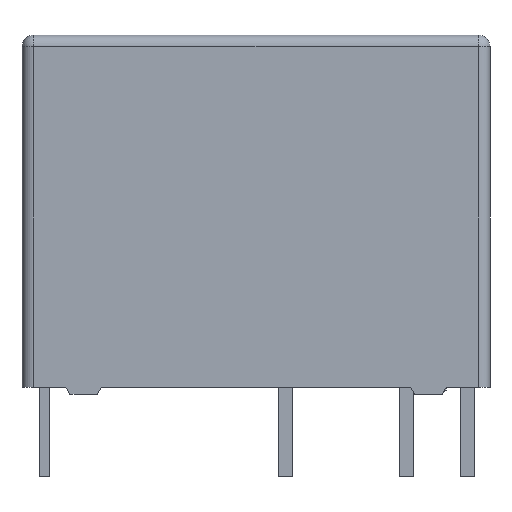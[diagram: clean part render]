
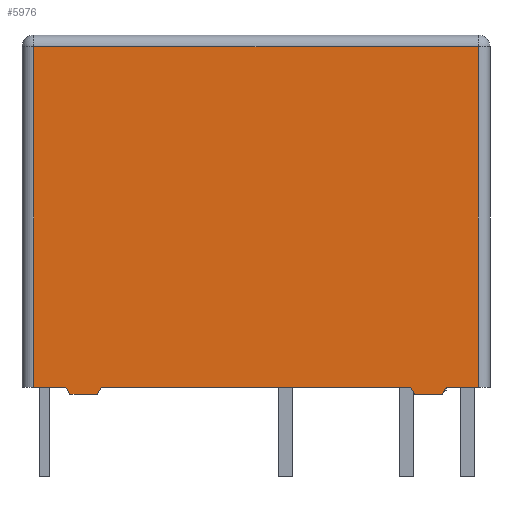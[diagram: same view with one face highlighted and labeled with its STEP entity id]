
A CAD part, front view. The second image highlights one B-rep face of the part: STEP entity #5976.
In plain terms, the highlighted planar face has unit normal (0, -1, 0).
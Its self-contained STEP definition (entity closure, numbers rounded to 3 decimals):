
#37 = CARTESIAN_POINT ( 'NONE',  ( 7.871, -4.95, -0.3 ) ) ;
#472 = VERTEX_POINT ( 'NONE', #2245 ) ;
#614 = ORIENTED_EDGE ( 'NONE', *, *, #4297, .T. ) ;
#954 = VERTEX_POINT ( 'NONE', #11161 ) ;
#1014 = LINE ( 'NONE', #4958, #7205 ) ;
#1051 = VECTOR ( 'NONE', #2923, 1000. ) ;
#1171 = ORIENTED_EDGE ( 'NONE', *, *, #15807, .T. ) ;
#1232 = DIRECTION ( 'NONE',  ( -1., 0., 0. ) ) ;
#1257 = EDGE_CURVE ( 'NONE', #4383, #472, #1320, .T. ) ;
#1320 = LINE ( 'NONE', #11216, #7916 ) ;
#1348 = VERTEX_POINT ( 'NONE', #16280 ) ;
#1399 = VECTOR ( 'NONE', #15394, 1000. ) ;
#1488 = CARTESIAN_POINT ( 'NONE',  ( 6.544, -4.95, 0. ) ) ;
#2245 = CARTESIAN_POINT ( 'NONE',  ( -9.4, -4.95, 14.4 ) ) ;
#2261 = DIRECTION ( 'NONE',  ( 0., 0., 1. ) ) ;
#2422 = CARTESIAN_POINT ( 'NONE',  ( -6.544, -4.95, 0. ) ) ;
#2686 = ORIENTED_EDGE ( 'NONE', *, *, #9578, .T. ) ;
#2687 = LINE ( 'NONE', #7738, #1051 ) ;
#2688 = VERTEX_POINT ( 'NONE', #3816 ) ;
#2783 = DIRECTION ( 'NONE',  ( 0., 0., -1. ) ) ;
#2812 = CARTESIAN_POINT ( 'NONE',  ( 9.4, -4.95, 14.9 ) ) ;
#2863 = CARTESIAN_POINT ( 'NONE',  ( -9.4, -4.95, 14.9 ) ) ;
#2923 = DIRECTION ( 'NONE',  ( 1., 0., 0. ) ) ;
#3069 = VERTEX_POINT ( 'NONE', #3132 ) ;
#3132 = CARTESIAN_POINT ( 'NONE',  ( 8.044, -4.95, 0. ) ) ;
#3404 = DIRECTION ( 'NONE',  ( 0., 1., 0. ) ) ;
#3485 = CARTESIAN_POINT ( 'NONE',  ( -9.9, -4.95, 14.9 ) ) ;
#3547 = DIRECTION ( 'NONE',  ( 0.5, 0., -0.866 ) ) ;
#3692 = VECTOR ( 'NONE', #8012, 1000. ) ;
#3722 = LINE ( 'NONE', #2422, #6661 ) ;
#3728 = LINE ( 'NONE', #37, #5131 ) ;
#3739 = VECTOR ( 'NONE', #5567, 1000. ) ;
#3816 = CARTESIAN_POINT ( 'NONE',  ( -7.871, -4.95, -0.3 ) ) ;
#3817 = DIRECTION ( 'NONE',  ( 0.5, 0., 0.866 ) ) ;
#3854 = CARTESIAN_POINT ( 'NONE',  ( 6.717, -4.95, -0.3 ) ) ;
#3981 = VERTEX_POINT ( 'NONE', #1488 ) ;
#4023 = ORIENTED_EDGE ( 'NONE', *, *, #15410, .T. ) ;
#4250 = CARTESIAN_POINT ( 'NONE',  ( 9.4, -4.95, 0. ) ) ;
#4297 = EDGE_CURVE ( 'NONE', #12850, #4383, #11887, .T. ) ;
#4299 = ORIENTED_EDGE ( 'NONE', *, *, #4567, .T. ) ;
#4383 = VERTEX_POINT ( 'NONE', #16128 ) ;
#4567 = EDGE_CURVE ( 'NONE', #14530, #1348, #11304, .T. ) ;
#4775 = LINE ( 'NONE', #3854, #15134 ) ;
#4958 = CARTESIAN_POINT ( 'NONE',  ( -6.544, -4.95, -0.3 ) ) ;
#5131 = VECTOR ( 'NONE', #3817, 1000. ) ;
#5352 = VECTOR ( 'NONE', #13644, 1000. ) ;
#5553 = CARTESIAN_POINT ( 'NONE',  ( 6.717, -4.95, -0.3 ) ) ;
#5567 = DIRECTION ( 'NONE',  ( -1., 0., 0. ) ) ;
#5957 = ORIENTED_EDGE ( 'NONE', *, *, #15397, .T. ) ;
#5976 = ADVANCED_FACE ( 'NONE', ( #8643 ), #6211, .F. ) ;
#6211 = PLANE ( 'NONE',  #12825 ) ;
#6644 = VECTOR ( 'NONE', #2783, 1000. ) ;
#6661 = VECTOR ( 'NONE', #7473, 1000. ) ;
#7205 = VECTOR ( 'NONE', #12645, 1000. ) ;
#7224 = EDGE_CURVE ( 'NONE', #954, #3981, #9019, .T. ) ;
#7452 = LINE ( 'NONE', #12553, #5352 ) ;
#7473 = DIRECTION ( 'NONE',  ( 0.5, 0., 0.866 ) ) ;
#7538 = EDGE_LOOP ( 'NONE', ( #4023, #5957, #11382, #7838, #8881, #9436, #2686, #614, #12734, #12478, #4299, #1171 ) ) ;
#7606 = DIRECTION ( 'NONE',  ( 1., 0., 0. ) ) ;
#7738 = CARTESIAN_POINT ( 'NONE',  ( -9.9, -4.95, 0. ) ) ;
#7838 = ORIENTED_EDGE ( 'NONE', *, *, #8138, .T. ) ;
#7916 = VECTOR ( 'NONE', #1232, 1000. ) ;
#7926 = CARTESIAN_POINT ( 'NONE',  ( -9.9, -4.95, 0. ) ) ;
#8007 = VERTEX_POINT ( 'NONE', #8198 ) ;
#8011 = VERTEX_POINT ( 'NONE', #12146 ) ;
#8012 = DIRECTION ( 'NONE',  ( 1., 0., 0. ) ) ;
#8138 = EDGE_CURVE ( 'NONE', #3981, #8598, #4775, .T. ) ;
#8158 = LINE ( 'NONE', #15680, #3739 ) ;
#8198 = CARTESIAN_POINT ( 'NONE',  ( -6.717, -4.95, -0.3 ) ) ;
#8598 = VERTEX_POINT ( 'NONE', #5553 ) ;
#8643 = FACE_OUTER_BOUND ( 'NONE', #7538, .T. ) ;
#8881 = ORIENTED_EDGE ( 'NONE', *, *, #12933, .F. ) ;
#9019 = LINE ( 'NONE', #7926, #3692 ) ;
#9339 = LINE ( 'NONE', #2863, #6644 ) ;
#9436 = ORIENTED_EDGE ( 'NONE', *, *, #14674, .T. ) ;
#9578 = EDGE_CURVE ( 'NONE', #3069, #12850, #2687, .T. ) ;
#11161 = CARTESIAN_POINT ( 'NONE',  ( -6.544, -4.95, 0. ) ) ;
#11216 = CARTESIAN_POINT ( 'NONE',  ( -9.9, -4.95, 14.4 ) ) ;
#11304 = LINE ( 'NONE', #12460, #14941 ) ;
#11382 = ORIENTED_EDGE ( 'NONE', *, *, #7224, .T. ) ;
#11887 = LINE ( 'NONE', #2812, #1399 ) ;
#12146 = CARTESIAN_POINT ( 'NONE',  ( 7.871, -4.95, -0.3 ) ) ;
#12460 = CARTESIAN_POINT ( 'NONE',  ( -9.9, -4.95, 0. ) ) ;
#12478 = ORIENTED_EDGE ( 'NONE', *, *, #14978, .T. ) ;
#12553 = CARTESIAN_POINT ( 'NONE',  ( -8.044, -4.95, 0. ) ) ;
#12645 = DIRECTION ( 'NONE',  ( 1., 0., 0. ) ) ;
#12734 = ORIENTED_EDGE ( 'NONE', *, *, #1257, .T. ) ;
#12825 = AXIS2_PLACEMENT_3D ( 'NONE', #3485, #3404, #2261 ) ;
#12850 = VERTEX_POINT ( 'NONE', #4250 ) ;
#12933 = EDGE_CURVE ( 'NONE', #8011, #8598, #8158, .T. ) ;
#13644 = DIRECTION ( 'NONE',  ( 0.5, 0., -0.866 ) ) ;
#14530 = VERTEX_POINT ( 'NONE', #16229 ) ;
#14674 = EDGE_CURVE ( 'NONE', #8011, #3069, #3728, .T. ) ;
#14941 = VECTOR ( 'NONE', #7606, 1000. ) ;
#14978 = EDGE_CURVE ( 'NONE', #472, #14530, #9339, .T. ) ;
#15134 = VECTOR ( 'NONE', #3547, 1000. ) ;
#15394 = DIRECTION ( 'NONE',  ( 0., 0., 1. ) ) ;
#15397 = EDGE_CURVE ( 'NONE', #8007, #954, #3722, .T. ) ;
#15410 = EDGE_CURVE ( 'NONE', #2688, #8007, #1014, .T. ) ;
#15680 = CARTESIAN_POINT ( 'NONE',  ( 6.544, -4.95, -0.3 ) ) ;
#15807 = EDGE_CURVE ( 'NONE', #1348, #2688, #7452, .T. ) ;
#16128 = CARTESIAN_POINT ( 'NONE',  ( 9.4, -4.95, 14.4 ) ) ;
#16229 = CARTESIAN_POINT ( 'NONE',  ( -9.4, -4.95, 0. ) ) ;
#16280 = CARTESIAN_POINT ( 'NONE',  ( -8.044, -4.95, 0. ) ) ;
